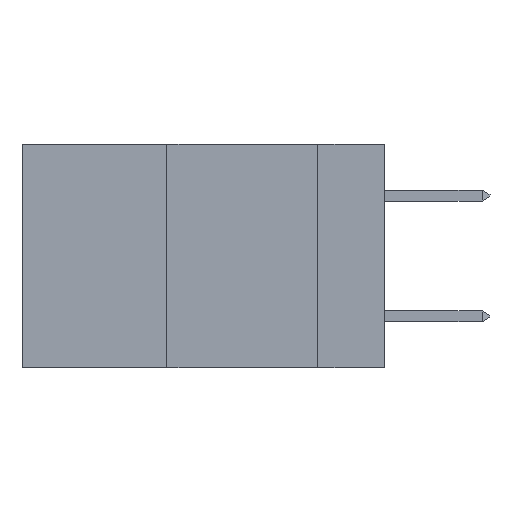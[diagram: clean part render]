
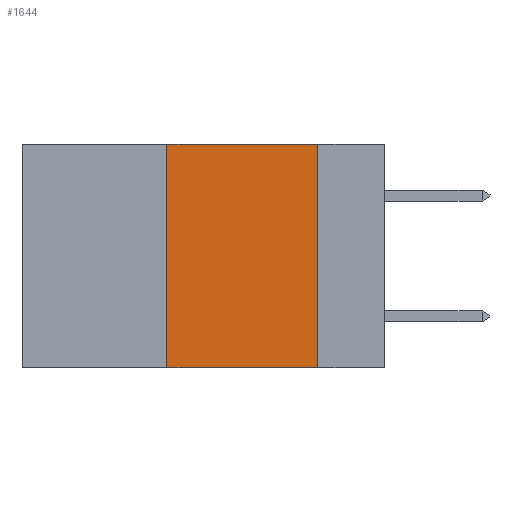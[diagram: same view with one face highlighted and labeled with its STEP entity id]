
A CAD part, left-side view. The second image highlights one B-rep face of the part: STEP entity #1644.
In plain terms, the highlighted planar face has unit normal (-1, 0, 0).
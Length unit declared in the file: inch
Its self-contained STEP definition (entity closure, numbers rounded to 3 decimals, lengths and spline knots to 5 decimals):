
#657 = VERTEX_POINT ( 'NONE', #6302 ) ;
#1443 = VECTOR ( 'NONE', #6983, 39.37008 ) ;
#1536 = CARTESIAN_POINT ( 'NONE',  ( 0., 0.11, 0. ) ) ;
#1644 = ADVANCED_FACE ( 'NONE', ( #6471 ), #6194, .F. ) ;
#1789 = EDGE_LOOP ( 'NONE', ( #2286, #5020, #8407, #8782 ) ) ;
#2276 = CARTESIAN_POINT ( 'NONE',  ( 0., 0.11, -0.37 ) ) ;
#2286 = ORIENTED_EDGE ( 'NONE', *, *, #10192, .F. ) ;
#2954 = VECTOR ( 'NONE', #7327, 39.37008 ) ;
#3422 = CARTESIAN_POINT ( 'NONE',  ( 0., 0.36, -0.37 ) ) ;
#3508 = DIRECTION ( 'NONE',  ( 0., -1., 0. ) ) ;
#3705 = AXIS2_PLACEMENT_3D ( 'NONE', #6220, #6728, #6425 ) ;
#4045 = VERTEX_POINT ( 'NONE', #5986 ) ;
#4227 = EDGE_CURVE ( 'NONE', #4045, #657, #5612, .T. ) ;
#4551 = CARTESIAN_POINT ( 'NONE',  ( 0., 0.36, 0. ) ) ;
#5020 = ORIENTED_EDGE ( 'NONE', *, *, #4227, .F. ) ;
#5612 = LINE ( 'NONE', #8873, #10221 ) ;
#5986 = CARTESIAN_POINT ( 'NONE',  ( 0., 0.36, 0. ) ) ;
#6194 = PLANE ( 'NONE',  #3705 ) ;
#6220 = CARTESIAN_POINT ( 'NONE',  ( 0., 0.6, 0. ) ) ;
#6302 = CARTESIAN_POINT ( 'NONE',  ( 0., 0.11, 0. ) ) ;
#6425 = DIRECTION ( 'NONE',  ( 0., 0., -1. ) ) ;
#6471 = FACE_OUTER_BOUND ( 'NONE', #1789, .T. ) ;
#6617 = VECTOR ( 'NONE', #9812, 39.37008 ) ;
#6728 = DIRECTION ( 'NONE',  ( 1., 0., 0. ) ) ;
#6983 = DIRECTION ( 'NONE',  ( 0., 0., -1. ) ) ;
#7327 = DIRECTION ( 'NONE',  ( 0., -1., 0. ) ) ;
#7748 = LINE ( 'NONE', #8223, #2954 ) ;
#8223 = CARTESIAN_POINT ( 'NONE',  ( 0., 0.6, -0.37 ) ) ;
#8407 = ORIENTED_EDGE ( 'NONE', *, *, #9063, .F. ) ;
#8487 = EDGE_CURVE ( 'NONE', #8902, #11443, #7748, .T. ) ;
#8658 = LINE ( 'NONE', #1536, #1443 ) ;
#8782 = ORIENTED_EDGE ( 'NONE', *, *, #8487, .T. ) ;
#8873 = CARTESIAN_POINT ( 'NONE',  ( 0., 0.6, 0. ) ) ;
#8902 = VERTEX_POINT ( 'NONE', #3422 ) ;
#9063 = EDGE_CURVE ( 'NONE', #8902, #4045, #9216, .T. ) ;
#9216 = LINE ( 'NONE', #4551, #6617 ) ;
#9812 = DIRECTION ( 'NONE',  ( 0., 0., 1. ) ) ;
#10192 = EDGE_CURVE ( 'NONE', #657, #11443, #8658, .T. ) ;
#10221 = VECTOR ( 'NONE', #3508, 39.37008 ) ;
#11443 = VERTEX_POINT ( 'NONE', #2276 ) ;
